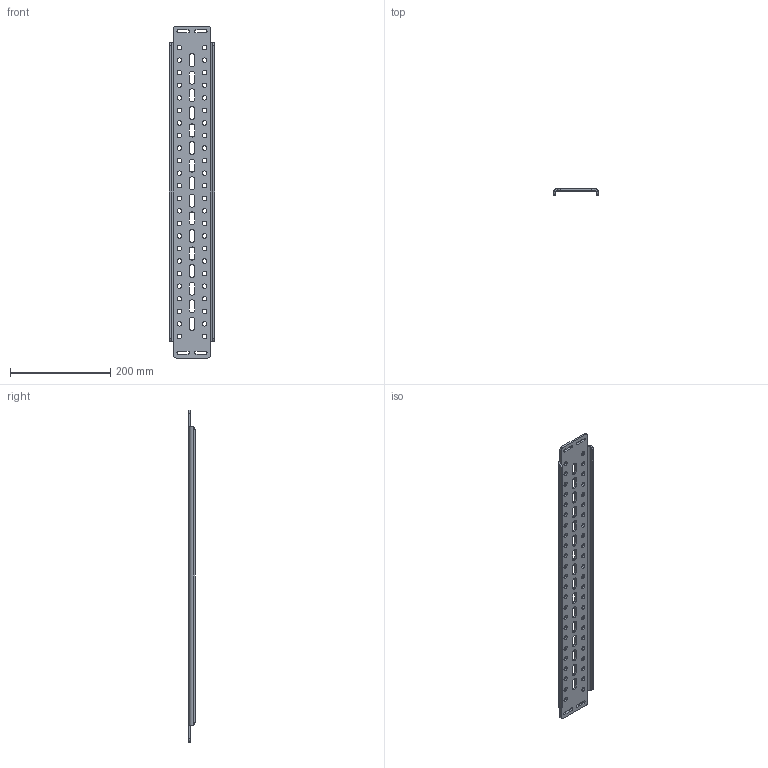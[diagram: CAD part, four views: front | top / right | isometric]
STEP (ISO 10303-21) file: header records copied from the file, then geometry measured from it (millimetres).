
FILE_DESCRIPTION (( 'STEP AP214' ), '1' );
FILE_NAME ('998.070.STEP', '2024-10-01T10:54:29', ( '' ), ( '' ), 'SwSTEP 2.0', 'SolidWorks 2021', '' );
FILE_SCHEMA (( 'AUTOMOTIVE_DESIGN' ));
Length unit declared in the file: millimetre
Products named in the file (1): 998.070
Bounding box: 91 x 12 x 661 mm (x, y, z)
Volume: 230893.5 mm3; surface area: 131933.5 mm2
Topology: 1 solids, 1 shells, 222 faces, 652 edges, 432 vertices
Faces by surface type: cylinder 164, plane 58
Entity records: 7878 total; most frequent: DIRECTION 1418, CARTESIAN_POINT 1355, ORIENTED_EDGE 1304, EDGE_CURVE 652, AXIS2_PLACEMENT_3D 551, VERTEX_POINT 432, EDGE_LOOP 358, CIRCLE 328
